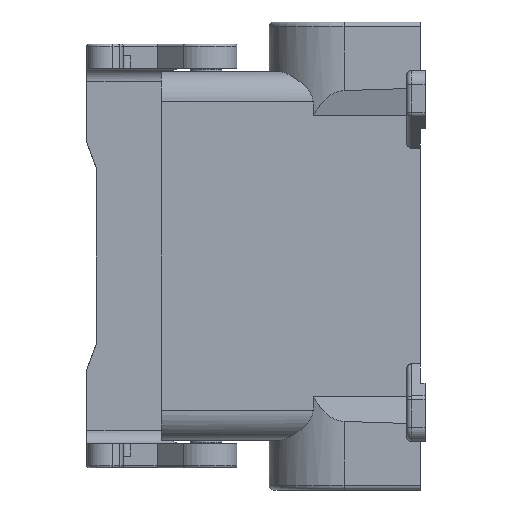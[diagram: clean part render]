
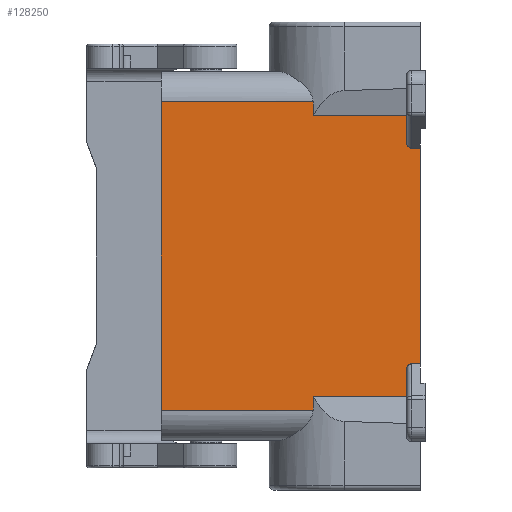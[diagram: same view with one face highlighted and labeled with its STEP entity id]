
A CAD part, front view. The second image highlights one B-rep face of the part: STEP entity #128250.
In plain terms, the highlighted face is planar.
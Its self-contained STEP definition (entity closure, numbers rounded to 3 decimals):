
#470=CARTESIAN_POINT('',(-16.455,-30.459,23.188));
#480=VERTEX_POINT('',#470);
#510=CARTESIAN_POINT('',(-16.455,-50.67,23.188));
#520=DIRECTION('',(0.,1.,0.));
#530=VECTOR('',#520,1.);
#540=LINE('',#510,#530);
#550=CARTESIAN_POINT('',(-16.455,-33.42,23.188));
#560=VERTEX_POINT('',#550);
#570=EDGE_CURVE('',#560,#480,#540,.T.);
#4800=CARTESIAN_POINT('',(-16.455,23.118,2.));
#4810=VERTEX_POINT('',#4800);
#4840=CARTESIAN_POINT('',(-16.455,23.118,0.));
#4850=DIRECTION('',(0.,0.,1.));
#4860=VECTOR('',#4850,1.);
#4870=LINE('',#4840,#4860);
#4880=CARTESIAN_POINT('',(-16.455,23.118,0.));
#4890=VERTEX_POINT('',#4880);
#4900=EDGE_CURVE('',#4890,#4810,#4870,.T.);
#6150=CARTESIAN_POINT('',(-16.455,-23.458,0.));
#6160=VERTEX_POINT('',#6150);
#6190=CARTESIAN_POINT('',(-16.455,-23.458,0.));
#6200=DIRECTION('',(0.,0.,1.));
#6210=VECTOR('',#6200,1.);
#6220=LINE('',#6190,#6210);
#6230=CARTESIAN_POINT('',(-16.455,-23.458,2.));
#6240=VERTEX_POINT('',#6230);
#6250=EDGE_CURVE('',#6160,#6240,#6220,.T.);
#14660=CARTESIAN_POINT('',(-16.455,33.08,23.188));
#14670=VERTEX_POINT('',#14660);
#14700=CARTESIAN_POINT('',(-16.455,30.119,23.188));
#14710=VERTEX_POINT('',#14700);
#14720=EDGE_CURVE('',#14710,#14670,#540,.T.);
#124510=CARTESIAN_POINT('',(-16.455,-24.679,2.));
#124520=DIRECTION('',(-1.,0.,0.));
#124530=DIRECTION('',(0.,-1.,0.));
#124540=AXIS2_PLACEMENT_3D('',#124510,#124520,#124530);
#124550=ELLIPSE('',#124540,1.221,1.);
#124560=CARTESIAN_POINT('',(-16.455,-24.679,3.));
#124570=VERTEX_POINT('',#124560);
#124580=EDGE_CURVE('',#124570,#6240,#124550,.T.);
#126310=CARTESIAN_POINT('',(-16.455,-30.459,3.));
#126320=VERTEX_POINT('',#126310);
#126350=CARTESIAN_POINT('',(-16.455,-30.459,0.));
#126360=DIRECTION('',(0.,0.,1.));
#126370=VECTOR('',#126360,1.);
#126380=LINE('',#126350,#126370);
#126390=EDGE_CURVE('',#126320,#480,#126380,.T.);
#127550=CARTESIAN_POINT('',(-16.455,33.08,56.));
#127560=DIRECTION('',(-1.,0.,0.));
#127570=DIRECTION('',(0.,-1.,0.));
#127580=AXIS2_PLACEMENT_3D('',#127550,#127560,#127570);
#127590=PLANE('',#127580);
#127600=ORIENTED_EDGE('',*,*,#14720,.F.);
#127610=CARTESIAN_POINT('',(-16.455,33.08,56.));
#127620=DIRECTION('',(0.,0.,-1.));
#127630=VECTOR('',#127620,1.);
#127640=LINE('',#127610,#127630);
#127650=CARTESIAN_POINT('',(-16.455,33.08,56.));
#127660=VERTEX_POINT('',#127650);
#127670=EDGE_CURVE('',#127660,#14670,#127640,.T.);
#127680=ORIENTED_EDGE('',*,*,#127670,.T.);
#127690=CARTESIAN_POINT('',(-16.455,-39.92,56.));
#127700=DIRECTION('',(0.,1.,0.));
#127710=VECTOR('',#127700,1.);
#127720=LINE('',#127690,#127710);
#127730=CARTESIAN_POINT('',(-16.455,-33.42,56.));
#127740=VERTEX_POINT('',#127730);
#127750=EDGE_CURVE('',#127740,#127660,#127720,.T.);
#127760=ORIENTED_EDGE('',*,*,#127750,.T.);
#127770=CARTESIAN_POINT('',(-16.455,-33.42,56.));
#127780=DIRECTION('',(0.,0.,-1.));
#127790=VECTOR('',#127780,1.);
#127800=LINE('',#127770,#127790);
#127810=EDGE_CURVE('',#127740,#560,#127800,.T.);
#127820=ORIENTED_EDGE('',*,*,#127810,.F.);
#127830=ORIENTED_EDGE('',*,*,#570,.F.);
#127840=ORIENTED_EDGE('',*,*,#126390,.T.);
#127850=CARTESIAN_POINT('',(-16.455,0.,3.));
#127860=DIRECTION('',(0.,-1.,0.));
#127870=VECTOR('',#127860,1.);
#127880=LINE('',#127850,#127870);
#127890=EDGE_CURVE('',#124570,#126320,#127880,.T.);
#127900=ORIENTED_EDGE('',*,*,#127890,.T.);
#127910=ORIENTED_EDGE('',*,*,#124580,.F.);
#127920=ORIENTED_EDGE('',*,*,#6250,.T.);
#127930=CARTESIAN_POINT('',(-16.455,0.,0.));
#127940=DIRECTION('',(0.,-1.,0.));
#127950=VECTOR('',#127940,1.);
#127960=LINE('',#127930,#127950);
#127970=EDGE_CURVE('',#4890,#6160,#127960,.T.);
#127980=ORIENTED_EDGE('',*,*,#127970,.T.);
#127990=ORIENTED_EDGE('',*,*,#4900,.F.);
#128000=CARTESIAN_POINT('',(-16.455,24.339,2.));
#128010=DIRECTION('',(-1.,0.,0.));
#128020=DIRECTION('',(0.,-1.,0.));
#128030=AXIS2_PLACEMENT_3D('',#128000,#128010,#128020);
#128040=ELLIPSE('',#128030,1.221,1.);
#128050=CARTESIAN_POINT('',(-16.455,24.339,3.));
#128060=VERTEX_POINT('',#128050);
#128070=EDGE_CURVE('',#4810,#128060,#128040,.T.);
#128080=ORIENTED_EDGE('',*,*,#128070,.F.);
#128090=CARTESIAN_POINT('',(-16.455,0.,3.));
#128100=DIRECTION('',(0.,1.,0.));
#128110=VECTOR('',#128100,1.);
#128120=LINE('',#128090,#128110);
#128130=CARTESIAN_POINT('',(-16.455,30.119,3.));
#128140=VERTEX_POINT('',#128130);
#128150=EDGE_CURVE('',#128060,#128140,#128120,.T.);
#128160=ORIENTED_EDGE('',*,*,#128150,.F.);
#128170=CARTESIAN_POINT('',(-16.455,30.119,0.));
#128180=DIRECTION('',(0.,0.,1.));
#128190=VECTOR('',#128180,1.);
#128200=LINE('',#128170,#128190);
#128210=EDGE_CURVE('',#128140,#14710,#128200,.T.);
#128220=ORIENTED_EDGE('',*,*,#128210,.F.);
#128230=EDGE_LOOP('',(#128220,#128160,#128080,#127990,#127980,#127920,
#127910,#127900,#127840,#127830,#127820,#127760,#127680,#127600));
#128240=FACE_OUTER_BOUND('',#128230,.T.);
#128250=ADVANCED_FACE('',(#128240),#127590,.T.);
